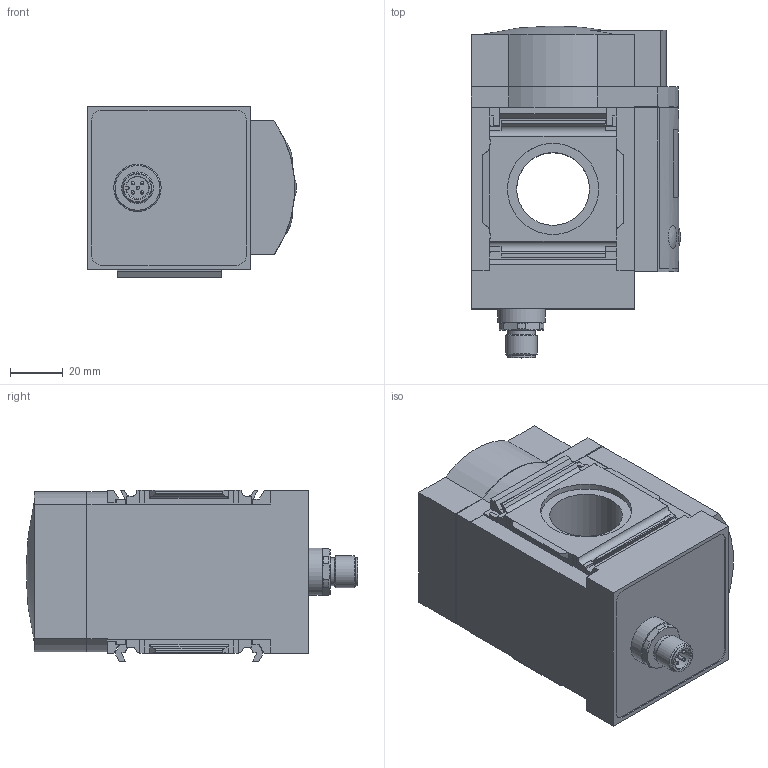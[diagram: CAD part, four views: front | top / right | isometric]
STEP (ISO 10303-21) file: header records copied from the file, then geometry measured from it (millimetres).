
FILE_DESCRIPTION(/* description */ ('STEP AP214'),/* implementation_level */ '2;1');
FILE_NAME(/* name */ '564932_SFAM-62-1000L-M-2SV-M12',/* time_stamp */ '2024-09-15T01:31:36+02:00',/* author */ ('License CC BY-ND 4.0'),/* organization */ ('CADENAS'),/* preprocessor_version */ 'ST-DEVELOPER v19.3',/* originating_system */ 'PARTsolutions',/* authorisation */ ' ');
FILE_SCHEMA (('AUTOMOTIVE_DESIGN {1 0 10303 214 3 1 1}'));
Length unit declared in the file: millimetre
Products named in the file (2): 564932 SFAM-62-1000L-M-2SV-M12; 672627 SFAML2SV_G
Assembly tree (1 placements, depth 2):
  564932 SFAM-62-1000L-M-2SV-M12
    672627 SFAML2SV_G
Bounding box: 79.4 x 126 x 65.2 mm (x, y, z)
Volume: 400525.5 mm3; surface area: 46279.3 mm2
Topology: 1 solids, 1 shells, 336 faces, 920 edges, 605 vertices
Faces by surface type: plane 247, cylinder 65, cone 15, torus 5, sphere 4
Full cylindrical faces by diameter (mm): 1.3 x5, 10.5 x2, 12 x1, 18 x1, 27.6 x1, 34.6 x2
Entity records: 12861 total; most frequent: CARTESIAN_POINT 1957, ORIENTED_EDGE 1786, DIRECTION 1710, EDGE_CURVE 893, LINE 694, VECTOR 694, VERTEX_POINT 598, AXIS2_PLACEMENT_3D 508
